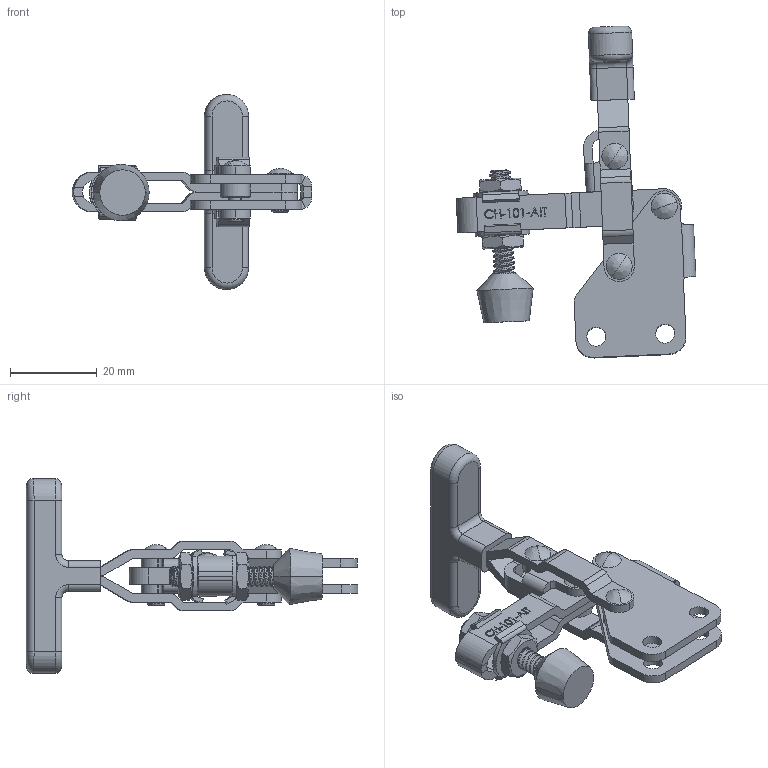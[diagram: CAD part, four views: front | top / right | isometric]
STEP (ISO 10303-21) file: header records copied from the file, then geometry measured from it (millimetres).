
FILE_DESCRIPTION (( 'STEP AP203' ), '1' );
FILE_NAME ('CH-101-AIT.STEP', '2017-11-03T03:51:09', ( 'Windows' ), ( 'Microsoft' ), 'SwSTEP 2.0', 'SolidWorks 2015', '' );
FILE_SCHEMA (( 'CONFIG_CONTROL_DESIGN' ));
Length unit declared in the file: millimetre
Products named in the file (11): CH-101-AT-03 T-HANDLE; CH-FW-100; CH-101-05; CH-FC-10138 Nut; CH-FC-10138 SPINDLE SUPPLIED; CH-101-AIT-02 U-BAR; CH-101-AI STRAIGHT BASE; CH-101-04 CONNECTING-PIATE; CH-101-AIT; CH-101-07; CH-101-08
Assembly tree (14 placements, depth 2):
  CH-101-AIT
    CH-101-AIT-02 U-BAR
    CH-101-04 CONNECTING-PIATE
    CH-101-07  x2
    CH-101-08  x2
    CH-101-AT-03 T-HANDLE
    CH-FW-100  x2
    CH-101-05
    CH-FC-10138 Nut  x2
    CH-FC-10138 SPINDLE SUPPLIED
    CH-101-AI STRAIGHT BASE
Bounding box: 55.27 x 76.53 x 44.98 mm (x, y, z)
Volume: 12827 mm3; surface area: 13282.2 mm2
Topology: 15 solids, 16 shells, 747 faces, 1987 edges, 1295 vertices
Faces by surface type: plane 312, cylinder 202, bspline 168, cone 33, torus 32
Entity records: 30601 total; most frequent: CARTESIAN_POINT 13443, ORIENTED_EDGE 3620, DIRECTION 2776, EDGE_CURVE 1810, VERTEX_POINT 1189, LINE 1020, VECTOR 1020, AXIS2_PLACEMENT_3D 878
